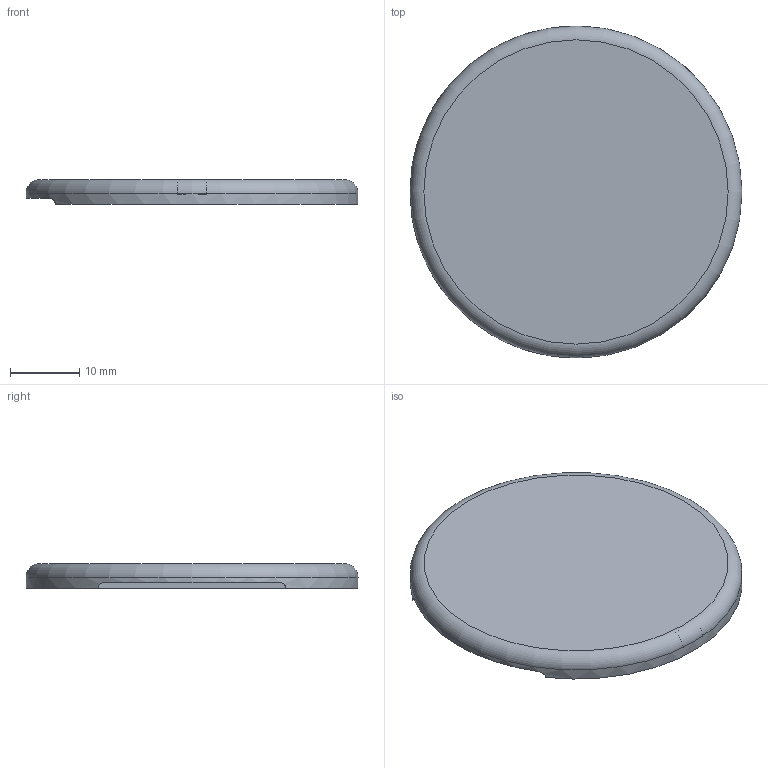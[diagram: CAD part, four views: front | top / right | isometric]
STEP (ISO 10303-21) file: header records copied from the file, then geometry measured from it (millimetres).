
FILE_DESCRIPTION(/* description */ ('Designed by EasyEDA Pro'),/* implementation_level */ '2;1');
FILE_NAME(/* name */ '',/* time_stamp */ '2024-10-31T18:55:16+08:00',/* author */ (''),/* organization */ (''),/* preprocessor_version */ 'ST-DEVELOPER v20',/* originating_system */ 'Autodesk Translation Framework v13.20.0.188',/* authorisation */ '');
FILE_SCHEMA (('AUTOMOTIVE_DESIGN { 1 0 10303 214 3 1 1 }'));
Length unit declared in the file: millimetre
Products named in the file (2): PCBModel; 传感器48mm_普通usb_上盖
Assembly tree (1 placements, depth 2):
  PCBModel
    传感器48mm_普通usb_上盖
Bounding box: 48 x 48 x 3.6 mm (x, y, z)
Volume: 6234.9 mm3; surface area: 4106.5 mm2
Topology: 1 solids, 1 shells, 24 faces, 59 edges, 39 vertices
Faces by surface type: plane 18, cylinder 5, torus 1
Full cylindrical faces by diameter (mm): 48 x1
Entity records: 788 total; most frequent: CARTESIAN_POINT 143, DIRECTION 123, ORIENTED_EDGE 118, EDGE_CURVE 59, LINE 45, VECTOR 45, VERTEX_POINT 39, AXIS2_PLACEMENT_3D 39
